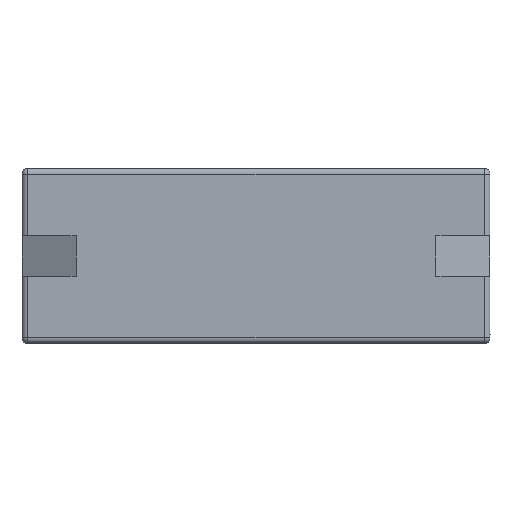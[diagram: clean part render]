
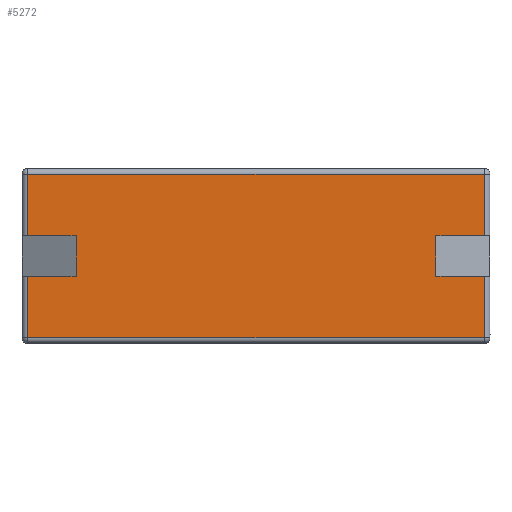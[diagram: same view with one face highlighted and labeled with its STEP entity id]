
A CAD part, front view. The second image highlights one B-rep face of the part: STEP entity #5272.
In plain terms, the highlighted planar face has unit normal (0, -1, 0).
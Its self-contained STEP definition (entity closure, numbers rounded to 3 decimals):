
#5272=ADVANCED_FACE('',(#7495),#6508,.T.);
#6508=PLANE('',#31910);
#7495=FACE_OUTER_BOUND('',#8744,.T.);
#8744=EDGE_LOOP('',(#12113,#12114,#12115,#12116,#12117,#12118,#12119,#12120,
#12121,#12122,#12123,#12124));
#12113=ORIENTED_EDGE('',*,*,#22092,.T.);
#12114=ORIENTED_EDGE('',*,*,#21946,.T.);
#12115=ORIENTED_EDGE('',*,*,#21944,.T.);
#12116=ORIENTED_EDGE('',*,*,#21940,.T.);
#12117=ORIENTED_EDGE('',*,*,#21937,.T.);
#12118=ORIENTED_EDGE('',*,*,#21934,.T.);
#12119=ORIENTED_EDGE('',*,*,#22059,.T.);
#12120=ORIENTED_EDGE('',*,*,#22066,.T.);
#12121=ORIENTED_EDGE('',*,*,#22070,.T.);
#12122=ORIENTED_EDGE('',*,*,#22073,.T.);
#12123=ORIENTED_EDGE('',*,*,#22074,.T.);
#12124=ORIENTED_EDGE('',*,*,#22077,.T.);
#19097=VERTEX_POINT('',#41348);
#19202=VERTEX_POINT('',#41674);
#19205=VERTEX_POINT('',#41681);
#19206=VERTEX_POINT('',#41685);
#19208=VERTEX_POINT('',#41691);
#19210=VERTEX_POINT('',#41697);
#19213=VERTEX_POINT('',#41705);
#19270=VERTEX_POINT('',#41937);
#19273=VERTEX_POINT('',#41951);
#19275=VERTEX_POINT('',#41958);
#19277=VERTEX_POINT('',#41964);
#19278=VERTEX_POINT('',#41968);
#21934=EDGE_CURVE('',#19206,#19205,#25721,.T.);
#21937=EDGE_CURVE('',#19208,#19206,#25723,.T.);
#21940=EDGE_CURVE('',#19210,#19208,#25726,.T.);
#21944=EDGE_CURVE('',#19213,#19210,#25730,.T.);
#21946=EDGE_CURVE('',#19202,#19213,#25731,.T.);
#22059=EDGE_CURVE('',#19205,#19270,#25824,.T.);
#22066=EDGE_CURVE('',#19270,#19273,#25828,.T.);
#22070=EDGE_CURVE('',#19273,#19275,#25832,.T.);
#22073=EDGE_CURVE('',#19275,#19277,#25835,.T.);
#22074=EDGE_CURVE('',#19277,#19278,#25836,.T.);
#22077=EDGE_CURVE('',#19278,#19097,#25838,.T.);
#22092=EDGE_CURVE('',#19097,#19202,#25851,.T.);
#25721=LINE('',#41684,#28617);
#25723=LINE('',#41690,#28619);
#25726=LINE('',#41696,#28622);
#25730=LINE('',#41704,#28626);
#25731=LINE('',#41708,#28627);
#25824=LINE('',#41938,#28720);
#25828=LINE('',#41952,#28724);
#25832=LINE('',#41959,#28728);
#25835=LINE('',#41965,#28731);
#25836=LINE('',#41967,#28732);
#25838=LINE('',#41973,#28734);
#25851=LINE('',#42013,#28747);
#28617=VECTOR('',#34469,1.);
#28619=VECTOR('',#34475,1.);
#28622=VECTOR('',#34480,1.);
#28626=VECTOR('',#34486,1.);
#28627=VECTOR('',#34491,1.);
#28720=VECTOR('',#34712,1.);
#28724=VECTOR('',#34730,1.);
#28728=VECTOR('',#34736,1.);
#28731=VECTOR('',#34741,1.);
#28732=VECTOR('',#34744,1.);
#28734=VECTOR('',#34750,1.);
#28747=VECTOR('',#34781,1.);
#31910=AXIS2_PLACEMENT_3D('',#42014,#34782,#34783);
#34469=DIRECTION('',(0.,0.,-1.));
#34475=DIRECTION('',(-1.,0.,0.));
#34480=DIRECTION('',(0.,0.,-1.));
#34486=DIRECTION('',(1.,0.,0.));
#34491=DIRECTION('',(0.,0.,-1.));
#34712=DIRECTION('',(1.,0.,0.));
#34730=DIRECTION('',(0.,0.,1.));
#34736=DIRECTION('',(-1.,0.,0.));
#34741=DIRECTION('',(0.,0.,1.));
#34744=DIRECTION('',(1.,0.,0.));
#34750=DIRECTION('',(0.,0.,1.));
#34781=DIRECTION('',(-1.,0.,0.));
#34782=DIRECTION('',(0.,-1.,0.));
#34783=DIRECTION('',(1.,0.,0.));
#41348=CARTESIAN_POINT('',(20.5,-8.,7.35));
#41674=CARTESIAN_POINT('',(-20.5,-8.,7.35));
#41681=CARTESIAN_POINT('',(-20.5,-8.,-7.35));
#41684=CARTESIAN_POINT('',(-20.5,-8.,-1.8));
#41685=CARTESIAN_POINT('',(-20.5,-8.,-1.8));
#41690=CARTESIAN_POINT('',(-16.15,-8.,-1.8));
#41691=CARTESIAN_POINT('',(-16.15,-8.,-1.8));
#41696=CARTESIAN_POINT('',(-16.15,-8.,-1.8));
#41697=CARTESIAN_POINT('',(-16.15,-8.,1.8));
#41704=CARTESIAN_POINT('',(-20.5,-8.,1.8));
#41705=CARTESIAN_POINT('',(-20.5,-8.,1.8));
#41708=CARTESIAN_POINT('',(-20.5,-8.,7.35));
#41937=CARTESIAN_POINT('',(20.5,-8.,-7.35));
#41938=CARTESIAN_POINT('',(-20.5,-8.,-7.35));
#41951=CARTESIAN_POINT('',(20.5,-8.,-1.8));
#41952=CARTESIAN_POINT('',(20.5,-8.,-7.35));
#41958=CARTESIAN_POINT('',(16.15,-8.,-1.8));
#41959=CARTESIAN_POINT('',(20.5,-8.,-1.8));
#41964=CARTESIAN_POINT('',(16.15,-8.,1.8));
#41965=CARTESIAN_POINT('',(16.15,-8.,-1.8));
#41967=CARTESIAN_POINT('',(16.15,-8.,1.8));
#41968=CARTESIAN_POINT('',(20.5,-8.,1.8));
#41973=CARTESIAN_POINT('',(20.5,-8.,1.8));
#42013=CARTESIAN_POINT('',(20.5,-8.,7.35));
#42014=CARTESIAN_POINT('',(-23.1,-8.,-8.635));
